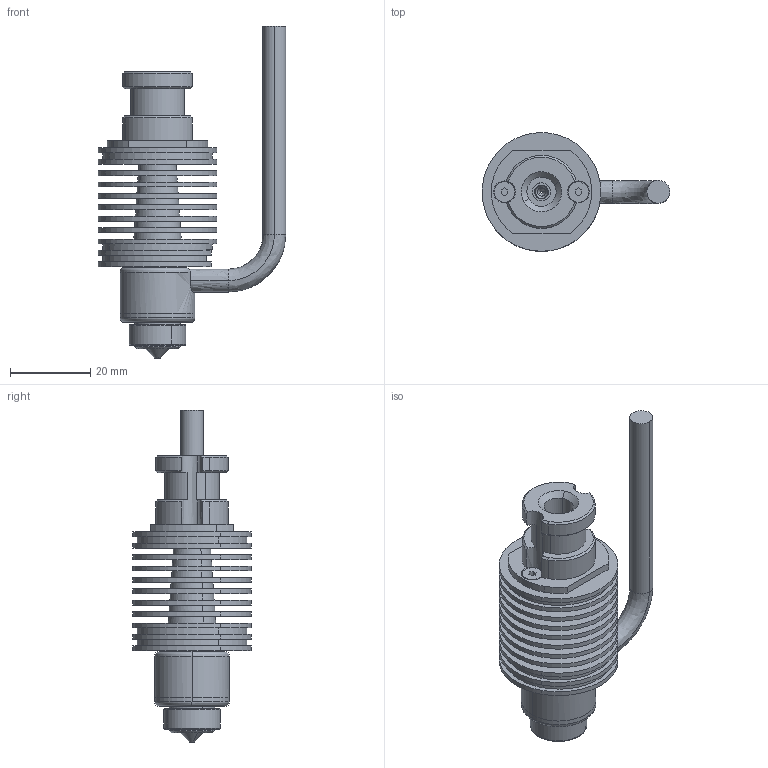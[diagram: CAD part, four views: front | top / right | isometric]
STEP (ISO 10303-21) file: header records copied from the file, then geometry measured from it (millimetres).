
FILE_DESCRIPTION(('FreeCAD Model'),'2;1');
FILE_NAME('Open CASCADE Shape Model','2025-05-03T09:05:43',('FreeCAD'),( 'FreeCAD'),'Open CASCADE STEP processor 7.6','FreeCAD','Unknown');
FILE_SCHEMA(('AUTOMOTIVE_DESIGN { 1 0 10303 214 1 1 1 1 }'));
Length unit declared in the file: millimetre
Products named in the file (1): Open CASCADE STEP translator 7.6 1
Bounding box: 46.68 x 29.54 x 82.61 mm (x, y, z)
Volume: 21507.4 mm3; surface area: 21826.9 mm2
Topology: 8 solids, 8 shells, 306 faces, 704 edges, 452 vertices
Faces by surface type: bspline 306
Entity records: 9279 total; most frequent: CARTESIAN_POINT 5244, ORIENTED_EDGE 1408, EDGE_CURVE 704, VERTEX_POINT 452, FACE_BOUND 360, EDGE_LOOP 360, B_SPLINE_CURVE_WITH_KNOTS 317, ADVANCED_FACE 306
